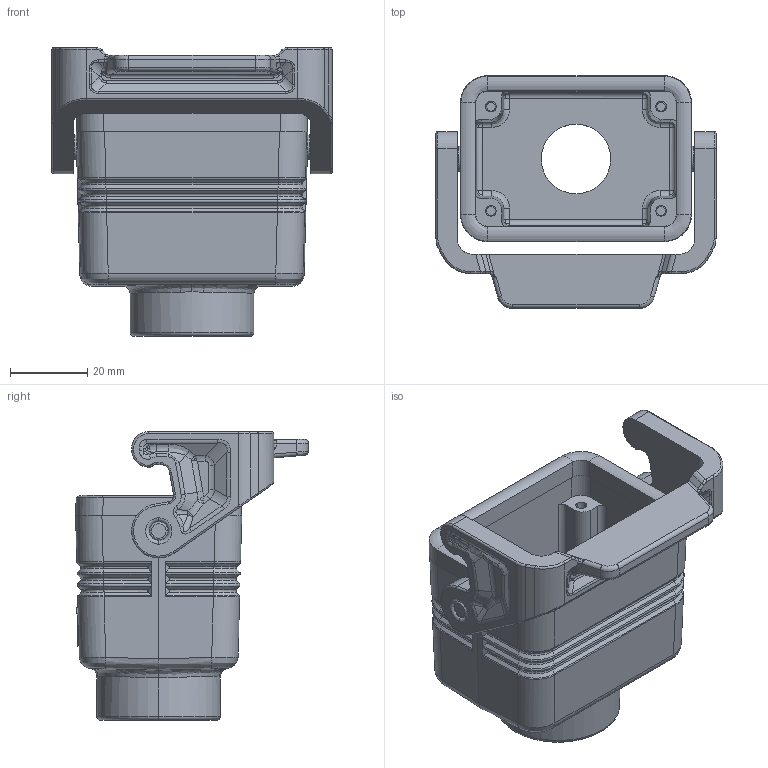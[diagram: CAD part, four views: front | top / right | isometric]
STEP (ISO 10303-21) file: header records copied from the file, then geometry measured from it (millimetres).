
FILE_DESCRIPTION(('Creo Elements/Direct Modeling STEP Export'),'2;1');
FILE_NAME('0ln7uvk5tno72cg968','2023-11-15T16:28:19',(''),(''),'Creo Elements/Direct Modeling STEP processor for AP214 (Solid Model)','Creo Elements/Direct Modeling 20.1B 02-Apr-2019 (C) Parametric Technology GmbH','');
FILE_SCHEMA(('AUTOMOTIVE_DESIGN { 1 0 10303 214 1 1 1 1 }'));
Products named in the file (2): JMPV 06 LG25
Assembly tree (1 placements, depth 2):
  JMPV 06 LG25
    JMPV 06 LG25
Bounding box: 72.57 x 60.25 x 74.7 mm (x, y, z)
Volume: 54072.9 mm3; surface area: 29863.7 mm2
Topology: 1 solids, 1 shells, 706 faces, 1677 edges, 987 vertices
Faces by surface type: plane 217, bspline 216, cylinder 191, torus 40, extrusion 24, cone 18
Entity records: 56739 total; most frequent: CARTESIAN_POINT 37342, ORIENTED_EDGE 3350, DIRECTION 2084, EDGE_CURVE 1675, VERTEX_POINT 987, EDGE_LOOP 726, AXIS2_PLACEMENT_3D 711, COLOUR_RGB 707
